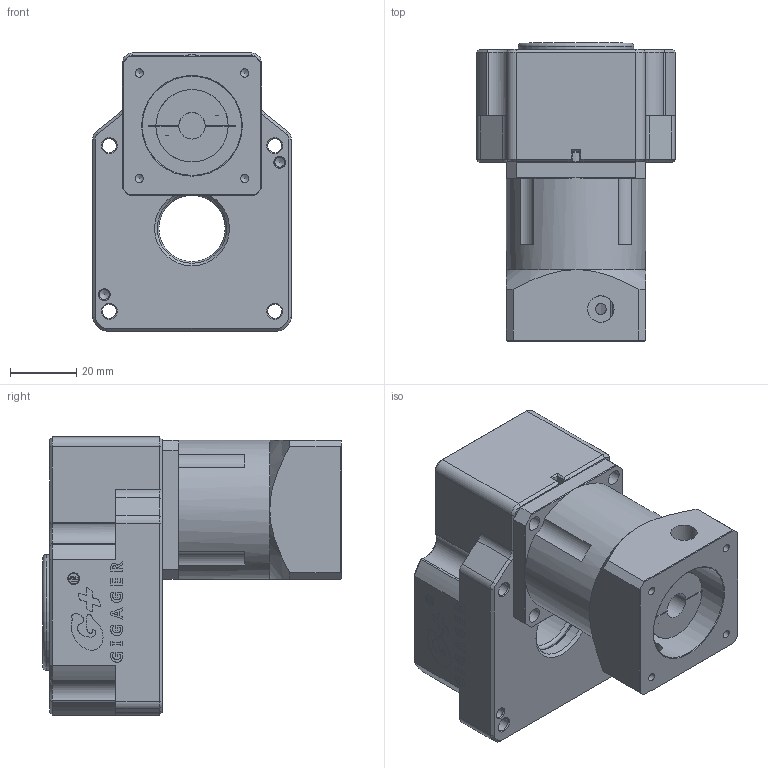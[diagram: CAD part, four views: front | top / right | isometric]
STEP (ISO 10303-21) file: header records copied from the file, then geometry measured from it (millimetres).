
FILE_DESCRIPTION (( 'STEP AP203' ), '1' );
FILE_NAME ('GSB60M-20K-SV1.step', '2021-06-01T02:11:53', ( 'Microsoft' ), ( 'Microsoft' ), 'SwSTEP 2.0', 'SolidWorks 2019', '' );
FILE_SCHEMA (( 'CONFIG_CONTROL_DESIGN' ));
Length unit declared in the file: millimetre
Products named in the file (1): GSB60M-20K-SV1
Bounding box: 60 x 90 x 84 mm (x, y, z)
Volume: 176765.7 mm3; surface area: 54590.2 mm2
Topology: 4 solids, 4 shells, 532 faces, 1396 edges, 895 vertices
Faces by surface type: plane 218, bspline 107, cylinder 101, cone 97, torus 9
Full cylindrical faces by diameter (mm): 2.5 x14, 3 x2, 3.3 x10, 4 x2, 4.2 x4, 4.5 x4, 5 x4, 8 x3, 9 x4, 11.45 x1, 15 x1, 20 x1, 21 x1, 25 x1, 30 x3, 35 x2, 36 x1, 42 x3, 45 x1, 55 x1, 57 x2, 59 x1
Entity records: 19550 total; most frequent: CARTESIAN_POINT 7928, ORIENTED_EDGE 2382, DIRECTION 2057, EDGE_CURVE 1191, VERTEX_POINT 835, EDGE_LOOP 740, AXIS2_PLACEMENT_3D 712, LINE 633
